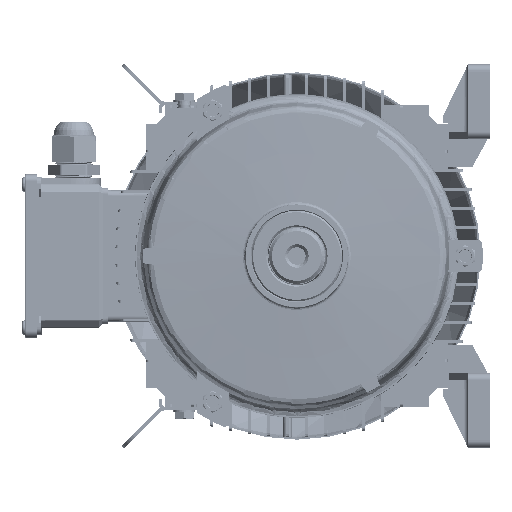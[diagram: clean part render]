
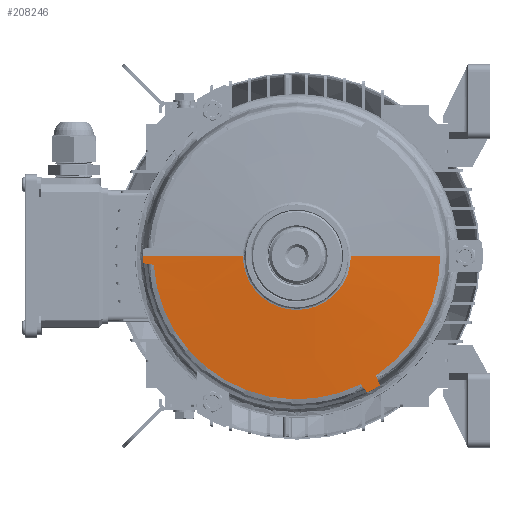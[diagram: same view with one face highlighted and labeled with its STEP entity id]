
A CAD part, left-side view. The second image highlights one B-rep face of the part: STEP entity #208246.
In plain terms, the highlighted conical face has half-angle 87 degrees and reference radius 105 mm.
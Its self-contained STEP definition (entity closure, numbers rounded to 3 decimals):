
#2879 = AXIS2_PLACEMENT_3D ( 'NONE', #102717, #36791, #54167 ) ;
#2920 = DIRECTION ( 'NONE',  ( 0., 0., 1. ) ) ;
#4307 = CARTESIAN_POINT ( 'NONE',  ( -205.47, 85.08, -32.463 ) ) ;
#7909 = EDGE_CURVE ( 'NONE', #135384, #168295, #169920, .T. ) ;
#8160 = AXIS2_PLACEMENT_3D ( 'NONE', #56680, #172719, #189424 ) ;
#10090 = EDGE_LOOP ( 'NONE', ( #161086, #86543, #138355, #158263, #89451, #15731, #58390, #107213, #71957, #97867 ) ) ;
#15731 = ORIENTED_EDGE ( 'NONE', *, *, #77478, .T. ) ;
#20330 = DIRECTION ( 'NONE',  ( 0.052, 0.999, 0. ) ) ;
#26384 = AXIS2_PLACEMENT_3D ( 'NONE', #198791, #47184, #113873 ) ;
#30193 = CARTESIAN_POINT ( 'NONE',  ( -205.47, -124.92, -32.463 ) ) ;
#34856 = EDGE_CURVE ( 'NONE', #189474, #168583, #197482, .T. ) ;
#36772 = VERTEX_POINT ( 'NONE', #64279 ) ;
#36791 = DIRECTION ( 'NONE',  ( -1., 0., 0. ) ) ;
#38454 = EDGE_CURVE ( 'NONE', #107220, #168295, #89480, .T. ) ;
#44446 = CARTESIAN_POINT ( 'NONE',  ( -205.47, -68.03, -125.793 ) ) ;
#44571 = VECTOR ( 'NONE', #20330, 1000. ) ;
#45188 = B_SPLINE_CURVE_WITH_KNOTS ( 'NONE', 3,
 ( #193158, #127065, #143800, #44446 ),
 .UNSPECIFIED., .F., .F.,
 ( 4, 4 ),
 ( 0., 0.007 ),
 .UNSPECIFIED. ) ;
#45549 = DIRECTION ( 'NONE',  ( 0., 0., 1. ) ) ;
#47184 = DIRECTION ( 'NONE',  ( 1., 0., 0. ) ) ;
#48249 = VERTEX_POINT ( 'NONE', #179861 ) ;
#53029 = EDGE_CURVE ( 'NONE', #48249, #36772, #172056, .T. ) ;
#53940 = VERTEX_POINT ( 'NONE', #62602 ) ;
#54167 = DIRECTION ( 'NONE',  ( 0., 0., 1. ) ) ;
#56680 = CARTESIAN_POINT ( 'NONE',  ( -205.47, -19.92, -32.463 ) ) ;
#58390 = ORIENTED_EDGE ( 'NONE', *, *, #34856, .T. ) ;
#62477 = CARTESIAN_POINT ( 'NONE',  ( -205.84, 77.844, -38.463 ) ) ;
#62602 = CARTESIAN_POINT ( 'NONE',  ( -205.47, 84.961, -37.463 ) ) ;
#64279 = CARTESIAN_POINT ( 'NONE',  ( -205.84, -63.606, -120.129 ) ) ;
#64620 = CARTESIAN_POINT ( 'NONE',  ( -205.717, 80.216, -38.13 ) ) ;
#70725 = EDGE_CURVE ( 'NONE', #168583, #135384, #121398, .T. ) ;
#70944 = EDGE_CURVE ( 'NONE', #53940, #48249, #71389, .T. ) ;
#71389 = B_SPLINE_CURVE_WITH_KNOTS ( 'NONE', 3,
 ( #164005, #79143, #64620, #62477 ),
 .UNSPECIFIED., .F., .F.,
 ( 4, 4 ),
 ( 0., 0.007 ),
 .UNSPECIFIED. ) ;
#71957 = ORIENTED_EDGE ( 'NONE', *, *, #7909, .T. ) ;
#77478 = EDGE_CURVE ( 'NONE', #36772, #189474, #45188, .T. ) ;
#78608 = CONICAL_SURFACE ( 'NONE', #104119, 105., 1.518 ) ;
#79143 = CARTESIAN_POINT ( 'NONE',  ( -205.594, 82.589, -37.797 ) ) ;
#86237 = CARTESIAN_POINT ( 'NONE',  ( -205.84, -19.92, -32.463 ) ) ;
#86543 = ORIENTED_EDGE ( 'NONE', *, *, #175405, .T. ) ;
#87665 = VERTEX_POINT ( 'NONE', #4307 ) ;
#89451 = ORIENTED_EDGE ( 'NONE', *, *, #53029, .T. ) ;
#89480 = LINE ( 'NONE', #30193, #91968 ) ;
#91968 = VECTOR ( 'NONE', #181006, 1000. ) ;
#92937 = DIRECTION ( 'NONE',  ( 1., 0., 0. ) ) ;
#97867 = ORIENTED_EDGE ( 'NONE', *, *, #38454, .F. ) ;
#99875 = CARTESIAN_POINT ( 'NONE',  ( -205.47, -76.691, -120.793 ) ) ;
#102717 = CARTESIAN_POINT ( 'NONE',  ( -205.47, -19.92, -32.463 ) ) ;
#103199 = CARTESIAN_POINT ( 'NONE',  ( -205.717, -74.895, -116.35 ) ) ;
#104119 = AXIS2_PLACEMENT_3D ( 'NONE', #206185, #92937, #190229 ) ;
#107213 = ORIENTED_EDGE ( 'NONE', *, *, #70725, .T. ) ;
#107220 = VERTEX_POINT ( 'NONE', #172340 ) ;
#113873 = DIRECTION ( 'NONE',  ( 0., 0., 1. ) ) ;
#117010 = AXIS2_PLACEMENT_3D ( 'NONE', #128911, #210948, #45549 ) ;
#119885 = CARTESIAN_POINT ( 'NONE',  ( -205.84, -73.998, -114.129 ) ) ;
#121398 = B_SPLINE_CURVE_WITH_KNOTS ( 'NONE', 3,
 ( #151140, #135860, #103199, #119885 ),
 .UNSPECIFIED., .F., .F.,
 ( 4, 4 ),
 ( 0., 0.007 ),
 .UNSPECIFIED. ) ;
#125680 = CARTESIAN_POINT ( 'NONE',  ( -205.47, -68.03, -125.793 ) ) ;
#127065 = CARTESIAN_POINT ( 'NONE',  ( -205.717, -65.08, -122.017 ) ) ;
#128911 = CARTESIAN_POINT ( 'NONE',  ( -205.84, -19.92, -32.463 ) ) ;
#132786 = LINE ( 'NONE', #152310, #44571 ) ;
#135384 = VERTEX_POINT ( 'NONE', #185397 ) ;
#135860 = CARTESIAN_POINT ( 'NONE',  ( -205.594, -75.793, -118.572 ) ) ;
#138355 = ORIENTED_EDGE ( 'NONE', *, *, #200617, .T. ) ;
#143351 = FACE_OUTER_BOUND ( 'NONE', #10090, .T. ) ;
#143800 = CARTESIAN_POINT ( 'NONE',  ( -205.594, -66.555, -123.905 ) ) ;
#144152 = AXIS2_PLACEMENT_3D ( 'NONE', #86237, #186341, #2920 ) ;
#151140 = CARTESIAN_POINT ( 'NONE',  ( -205.47, -76.691, -120.793 ) ) ;
#152310 = CARTESIAN_POINT ( 'NONE',  ( -205.47, 85.08, -32.463 ) ) ;
#158263 = ORIENTED_EDGE ( 'NONE', *, *, #70944, .T. ) ;
#159956 = CARTESIAN_POINT ( 'NONE',  ( -209.04, 16.975, -32.463 ) ) ;
#161086 = ORIENTED_EDGE ( 'NONE', *, *, #208390, .T. ) ;
#164005 = CARTESIAN_POINT ( 'NONE',  ( -205.47, 84.961, -37.463 ) ) ;
#168295 = VERTEX_POINT ( 'NONE', #200297 ) ;
#168583 = VERTEX_POINT ( 'NONE', #99875 ) ;
#169920 = CIRCLE ( 'NONE', #117010, 97.948 ) ;
#172056 = CIRCLE ( 'NONE', #144152, 97.948 ) ;
#172340 = CARTESIAN_POINT ( 'NONE',  ( -209.04, -56.815, -32.463 ) ) ;
#172719 = DIRECTION ( 'NONE',  ( -1., 0., 0. ) ) ;
#175405 = EDGE_CURVE ( 'NONE', #184124, #87665, #132786, .T. ) ;
#179796 = CIRCLE ( 'NONE', #26384, 36.895 ) ;
#179861 = CARTESIAN_POINT ( 'NONE',  ( -205.84, 77.844, -38.463 ) ) ;
#181006 = DIRECTION ( 'NONE',  ( 0.052, -0.999, 0. ) ) ;
#184124 = VERTEX_POINT ( 'NONE', #159956 ) ;
#184999 = CIRCLE ( 'NONE', #8160, 105. ) ;
#185397 = CARTESIAN_POINT ( 'NONE',  ( -205.84, -73.998, -114.129 ) ) ;
#186341 = DIRECTION ( 'NONE',  ( -1., 0., 0. ) ) ;
#189424 = DIRECTION ( 'NONE',  ( 0., 0., 1. ) ) ;
#189474 = VERTEX_POINT ( 'NONE', #125680 ) ;
#190229 = DIRECTION ( 'NONE',  ( 0., -1., 0. ) ) ;
#193158 = CARTESIAN_POINT ( 'NONE',  ( -205.84, -63.606, -120.129 ) ) ;
#197482 = CIRCLE ( 'NONE', #2879, 105. ) ;
#198791 = CARTESIAN_POINT ( 'NONE',  ( -209.04, -19.92, -32.463 ) ) ;
#200297 = CARTESIAN_POINT ( 'NONE',  ( -205.84, -117.867, -32.463 ) ) ;
#200617 = EDGE_CURVE ( 'NONE', #87665, #53940, #184999, .T. ) ;
#206185 = CARTESIAN_POINT ( 'NONE',  ( -205.47, -19.92, -32.463 ) ) ;
#208246 = ADVANCED_FACE ( 'NONE', ( #143351 ), #78608, .T. ) ;
#208390 = EDGE_CURVE ( 'NONE', #107220, #184124, #179796, .T. ) ;
#210948 = DIRECTION ( 'NONE',  ( -1., 0., 0. ) ) ;
